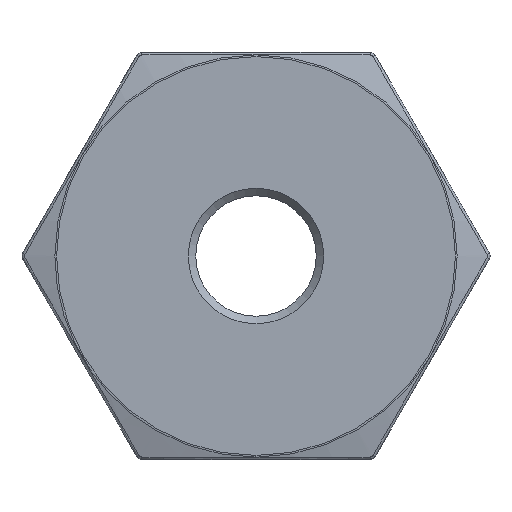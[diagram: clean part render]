
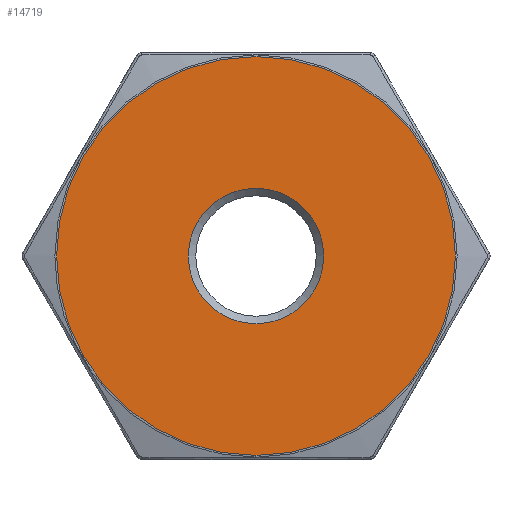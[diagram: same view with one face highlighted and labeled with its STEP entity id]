
A CAD part, left-side view. The second image highlights one B-rep face of the part: STEP entity #14719.
In plain terms, the highlighted planar face has unit normal (-1, 0, 0).
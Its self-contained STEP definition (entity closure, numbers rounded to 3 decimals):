
#972 = FACE_BOUND ( 'NONE', #7793, .T. ) ;
#1304 = CARTESIAN_POINT ( 'NONE',  ( 0., 0., 0. ) ) ;
#2214 = CIRCLE ( 'NONE', #6738, 10.477 ) ;
#3291 = DIRECTION ( 'NONE',  ( -1., 0., 0. ) ) ;
#3858 = CIRCLE ( 'NONE', #14202, 30.868 ) ;
#4181 = ORIENTED_EDGE ( 'NONE', *, *, #12674, .T. ) ;
#4783 = EDGE_CURVE ( 'NONE', #9447, #9447, #2214, .T. ) ;
#4892 = DIRECTION ( 'NONE',  ( 0., 1., 0. ) ) ;
#5531 = CARTESIAN_POINT ( 'NONE',  ( 0., 0., 0. ) ) ;
#5751 = PLANE ( 'NONE',  #10914 ) ;
#6738 = AXIS2_PLACEMENT_3D ( 'NONE', #14095, #3291, #12885 ) ;
#6931 = ORIENTED_EDGE ( 'NONE', *, *, #4783, .F. ) ;
#7080 = CARTESIAN_POINT ( 'NONE',  ( 0., 30.868, 0. ) ) ;
#7793 = EDGE_LOOP ( 'NONE', ( #6931 ) ) ;
#7870 = FACE_OUTER_BOUND ( 'NONE', #14250, .T. ) ;
#9447 = VERTEX_POINT ( 'NONE', #10545 ) ;
#10545 = CARTESIAN_POINT ( 'NONE',  ( 0., 0., 10.477 ) ) ;
#10547 = DIRECTION ( 'NONE',  ( 0., 1., 0. ) ) ;
#10914 = AXIS2_PLACEMENT_3D ( 'NONE', #5531, #12664, #10547 ) ;
#12664 = DIRECTION ( 'NONE',  ( 1., 0., 0. ) ) ;
#12674 = EDGE_CURVE ( 'NONE', #12898, #12898, #3858, .T. ) ;
#12885 = DIRECTION ( 'NONE',  ( 0., 0., 1. ) ) ;
#12898 = VERTEX_POINT ( 'NONE', #7080 ) ;
#13465 = DIRECTION ( 'NONE',  ( -1., 0., 0. ) ) ;
#14095 = CARTESIAN_POINT ( 'NONE',  ( 0., 0., 0. ) ) ;
#14202 = AXIS2_PLACEMENT_3D ( 'NONE', #1304, #13465, #4892 ) ;
#14250 = EDGE_LOOP ( 'NONE', ( #4181 ) ) ;
#14719 = ADVANCED_FACE ( 'NONE', ( #7870, #972 ), #5751, .F. ) ;
